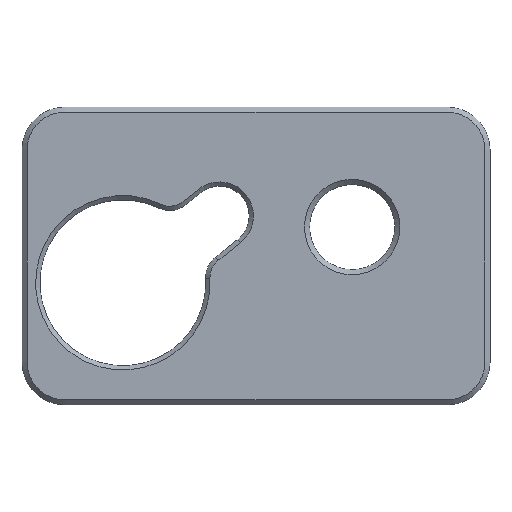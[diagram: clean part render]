
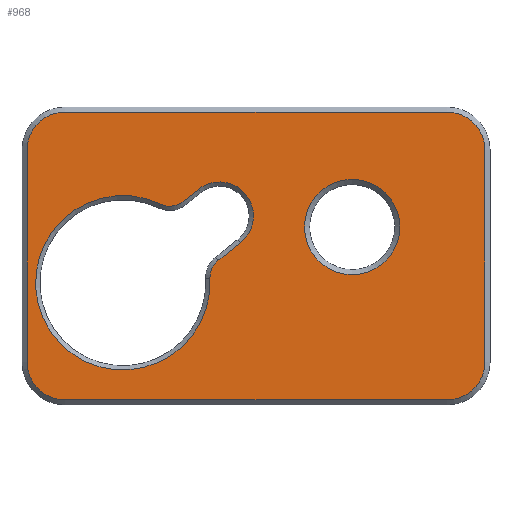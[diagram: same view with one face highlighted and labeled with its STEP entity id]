
A CAD part, top view. The second image highlights one B-rep face of the part: STEP entity #968.
In plain terms, the highlighted planar face has unit normal (0, 0, 1).
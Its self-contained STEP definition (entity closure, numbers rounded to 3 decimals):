
#15=FACE_BOUND('',#131,.T.);
#16=FACE_BOUND('',#132,.T.);
#39=PLANE('',#1048);
#74=FACE_OUTER_BOUND('',#130,.T.);
#130=EDGE_LOOP('',(#695,#696,#697,#698,#699,#700,#701,#702));
#131=EDGE_LOOP('',(#703));
#132=EDGE_LOOP('',(#704,#705,#706,#707,#708,#709));
#182=CIRCLE('',#1031,10.25);
#183=CIRCLE('',#1033,2.5);
#185=CIRCLE('',#1037,4.);
#188=CIRCLE('',#1042,2.5);
#191=CIRCLE('',#1049,4.4);
#192=CIRCLE('',#1050,4.4);
#193=CIRCLE('',#1051,4.4);
#194=CIRCLE('',#1052,4.4);
#195=CIRCLE('',#1053,5.6);
#231=LINE('',#1456,#329);
#237=LINE('',#1471,#335);
#243=LINE('',#1492,#341);
#244=LINE('',#1496,#342);
#245=LINE('',#1500,#343);
#246=LINE('',#1504,#344);
#329=VECTOR('',#1151,10.);
#335=VECTOR('',#1165,10.);
#341=VECTOR('',#1189,10.);
#342=VECTOR('',#1192,10.);
#343=VECTOR('',#1195,10.);
#344=VECTOR('',#1198,10.);
#424=VERTEX_POINT('',#1440);
#427=VERTEX_POINT('',#1445);
#428=VERTEX_POINT('',#1449);
#430=VERTEX_POINT('',#1455);
#432=VERTEX_POINT('',#1461);
#434=VERTEX_POINT('',#1467);
#440=VERTEX_POINT('',#1490);
#441=VERTEX_POINT('',#1491);
#442=VERTEX_POINT('',#1493);
#443=VERTEX_POINT('',#1495);
#444=VERTEX_POINT('',#1497);
#445=VERTEX_POINT('',#1499);
#446=VERTEX_POINT('',#1501);
#447=VERTEX_POINT('',#1503);
#448=VERTEX_POINT('',#1506);
#517=EDGE_CURVE('',#427,#424,#182,.T.);
#518=EDGE_CURVE('',#424,#428,#183,.T.);
#521=EDGE_CURVE('',#428,#430,#231,.T.);
#524=EDGE_CURVE('',#430,#432,#185,.T.);
#529=EDGE_CURVE('',#432,#434,#237,.T.);
#531=EDGE_CURVE('',#434,#427,#188,.T.);
#539=EDGE_CURVE('',#440,#441,#243,.T.);
#540=EDGE_CURVE('',#442,#440,#191,.T.);
#541=EDGE_CURVE('',#443,#442,#244,.T.);
#542=EDGE_CURVE('',#444,#443,#192,.T.);
#543=EDGE_CURVE('',#445,#444,#245,.T.);
#544=EDGE_CURVE('',#446,#445,#193,.T.);
#545=EDGE_CURVE('',#447,#446,#246,.T.);
#546=EDGE_CURVE('',#441,#447,#194,.T.);
#547=EDGE_CURVE('',#448,#448,#195,.T.);
#695=ORIENTED_EDGE('',*,*,#539,.F.);
#696=ORIENTED_EDGE('',*,*,#540,.F.);
#697=ORIENTED_EDGE('',*,*,#541,.F.);
#698=ORIENTED_EDGE('',*,*,#542,.F.);
#699=ORIENTED_EDGE('',*,*,#543,.F.);
#700=ORIENTED_EDGE('',*,*,#544,.F.);
#701=ORIENTED_EDGE('',*,*,#545,.F.);
#702=ORIENTED_EDGE('',*,*,#546,.F.);
#703=ORIENTED_EDGE('',*,*,#547,.F.);
#704=ORIENTED_EDGE('',*,*,#517,.F.);
#705=ORIENTED_EDGE('',*,*,#531,.F.);
#706=ORIENTED_EDGE('',*,*,#529,.F.);
#707=ORIENTED_EDGE('',*,*,#524,.F.);
#708=ORIENTED_EDGE('',*,*,#521,.F.);
#709=ORIENTED_EDGE('',*,*,#518,.F.);
#968=ADVANCED_FACE('',(#74,#15,#16),#39,.T.);
#1031=AXIS2_PLACEMENT_3D('',#1447,#1140,#1141);
#1033=AXIS2_PLACEMENT_3D('',#1450,#1144,#1145);
#1037=AXIS2_PLACEMENT_3D('',#1462,#1156,#1157);
#1042=AXIS2_PLACEMENT_3D('',#1474,#1170,#1171);
#1048=AXIS2_PLACEMENT_3D('',#1489,#1187,#1188);
#1049=AXIS2_PLACEMENT_3D('',#1494,#1190,#1191);
#1050=AXIS2_PLACEMENT_3D('',#1498,#1193,#1194);
#1051=AXIS2_PLACEMENT_3D('',#1502,#1196,#1197);
#1052=AXIS2_PLACEMENT_3D('',#1505,#1199,#1200);
#1053=AXIS2_PLACEMENT_3D('',#1507,#1201,#1202);
#1140=DIRECTION('center_axis',(0.,0.,1.));
#1141=DIRECTION('ref_axis',(-0.795,0.607,0.));
#1144=DIRECTION('center_axis',(0.,0.,-1.));
#1145=DIRECTION('ref_axis',(-0.999,-0.049,0.));
#1151=DIRECTION('',(0.78,0.625,0.));
#1156=DIRECTION('center_axis',(0.,0.,1.));
#1157=DIRECTION('ref_axis',(-0.625,0.78,0.));
#1165=DIRECTION('',(-0.78,-0.625,0.));
#1170=DIRECTION('center_axis',(0.,0.,-1.));
#1171=DIRECTION('ref_axis',(0.625,-0.78,0.));
#1187=DIRECTION('center_axis',(0.,0.,1.));
#1188=DIRECTION('ref_axis',(-1.,0.,0.));
#1189=DIRECTION('',(0.,1.,0.));
#1190=DIRECTION('center_axis',(0.,0.,-1.));
#1191=DIRECTION('ref_axis',(-1.,0.,0.));
#1192=DIRECTION('',(-1.,0.,0.));
#1193=DIRECTION('center_axis',(0.,0.,-1.));
#1194=DIRECTION('ref_axis',(0.,-1.,0.));
#1195=DIRECTION('',(0.,-1.,0.));
#1196=DIRECTION('center_axis',(0.,0.,-1.));
#1197=DIRECTION('ref_axis',(1.,0.,0.));
#1198=DIRECTION('',(1.,0.,0.));
#1199=DIRECTION('center_axis',(0.,0.,-1.));
#1200=DIRECTION('ref_axis',(0.,1.,0.));
#1201=DIRECTION('center_axis',(0.,0.,1.));
#1202=DIRECTION('ref_axis',(-1.,0.,0.));
#1440=CARTESIAN_POINT('',(-5.413,-2.644,16.));
#1445=CARTESIAN_POINT('',(-11.221,6.094,16.));
#1447=CARTESIAN_POINT('Origin',(-15.65,-3.15,16.));
#1449=CARTESIAN_POINT('',(-4.479,-0.57,16.));
#1450=CARTESIAN_POINT('Origin',(-2.916,-2.52,16.));
#1455=CARTESIAN_POINT('',(-1.798,1.579,16.));
#1456=CARTESIAN_POINT('',(-2.976,0.635,16.));
#1461=CARTESIAN_POINT('',(-6.802,7.821,16.));
#1462=CARTESIAN_POINT('Origin',(-4.3,4.7,16.));
#1467=CARTESIAN_POINT('',(-8.578,6.398,16.));
#1471=CARTESIAN_POINT('',(-7.527,7.24,16.));
#1474=CARTESIAN_POINT('Origin',(-10.141,8.348,16.));
#1489=CARTESIAN_POINT('Origin',(0.,0.,16.));
#1490=CARTESIAN_POINT('',(-26.9,-12.5,16.));
#1491=CARTESIAN_POINT('',(-26.9,12.5,16.));
#1492=CARTESIAN_POINT('',(-26.9,6.25,16.));
#1493=CARTESIAN_POINT('',(-22.5,-16.9,16.));
#1494=CARTESIAN_POINT('Origin',(-22.5,-12.5,16.));
#1495=CARTESIAN_POINT('',(22.5,-16.9,16.));
#1496=CARTESIAN_POINT('',(-11.25,-16.9,16.));
#1497=CARTESIAN_POINT('',(26.9,-12.5,16.));
#1498=CARTESIAN_POINT('Origin',(22.5,-12.5,16.));
#1499=CARTESIAN_POINT('',(26.9,12.5,16.));
#1500=CARTESIAN_POINT('',(26.9,-6.25,16.));
#1501=CARTESIAN_POINT('',(22.5,16.9,16.));
#1502=CARTESIAN_POINT('Origin',(22.5,12.5,16.));
#1503=CARTESIAN_POINT('',(-22.5,16.9,16.));
#1504=CARTESIAN_POINT('',(11.25,16.9,16.));
#1505=CARTESIAN_POINT('Origin',(-22.5,12.5,16.));
#1506=CARTESIAN_POINT('',(16.9,3.4,16.));
#1507=CARTESIAN_POINT('Origin',(11.3,3.4,16.));
